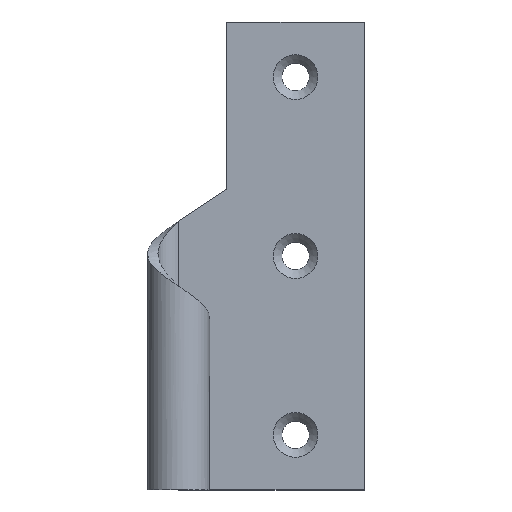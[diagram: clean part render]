
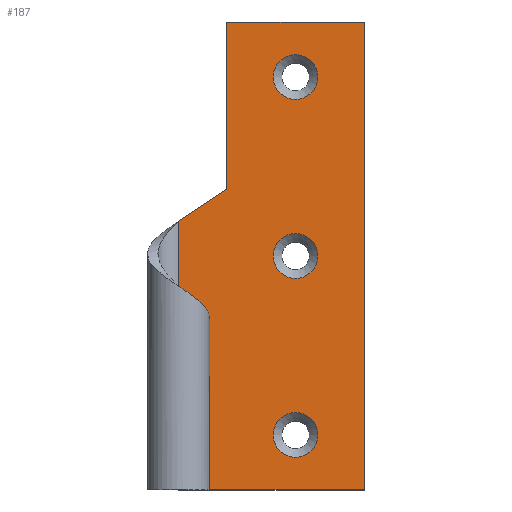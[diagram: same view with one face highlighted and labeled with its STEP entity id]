
A CAD part, top view. The second image highlights one B-rep face of the part: STEP entity #187.
In plain terms, the highlighted planar face has unit normal (0, 0, 1).
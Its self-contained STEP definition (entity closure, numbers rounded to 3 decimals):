
#84=CARTESIAN_POINT('',(-6.75,8.,1.5));
#85=VERTEX_POINT('',#84);
#86=CARTESIAN_POINT('',(-10.,8.,1.5));
#87=DIRECTION('',(0.0,0.0,1.0));
#88=DIRECTION('',(-1.0,0.0,0.0));
#89=AXIS2_PLACEMENT_3D('',#86,#87,#88);
#90=CIRCLE('',#89,3.25);
#91=EDGE_CURVE('',#85,#85,#90,.T.);
#96=CARTESIAN_POINT('',(-17.169,30.27,1.5));
#97=DIRECTION('',(0.0,0.0,1.0));
#98=DIRECTION('',(1.0,0.0,0.0));
#99=AXIS2_PLACEMENT_3D('',#96,#97,#98);
#100=PLANE('',#99);
#101=CARTESIAN_POINT('',(-27.,39.012,1.5));
#102=VERTEX_POINT('',#101);
#103=CARTESIAN_POINT('',(-26.834,39.136,1.5));
#104=VERTEX_POINT('',#103);
#105=CARTESIAN_POINT('',(-27.,39.012,1.5));
#106=CARTESIAN_POINT('',(-26.999,39.012,1.5));
#107=CARTESIAN_POINT('',(-26.999,39.013,1.5));
#108=CARTESIAN_POINT('',(-26.945,39.057,1.5));
#109=CARTESIAN_POINT('',(-26.89,39.098,1.5));
#110=CARTESIAN_POINT('',(-26.834,39.136,1.5));
#111=B_SPLINE_CURVE_WITH_KNOTS('',3,(#105,#106,#107,#108,#109,#110),.UNSPECIFIED.,.F.,.U.,(4,2,4),(0.019,0.019,0.04),.UNSPECIFIED.);
#112=EDGE_CURVE('',#102,#104,#111,.T.);
#113=ORIENTED_EDGE('',*,*,#112,.F.);
#114=CARTESIAN_POINT('',(-27.,0.,1.5));
#115=VERTEX_POINT('',#114);
#116=CARTESIAN_POINT('',(-27.,0.,1.5));
#117=DIRECTION('',(0.0,1.0,0.0));
#118=VECTOR('',#117,39.012);
#119=LINE('',#116,#118);
#120=EDGE_CURVE('',#115,#102,#119,.T.);
#121=ORIENTED_EDGE('',*,*,#120,.F.);
#122=CARTESIAN_POINT('',(0.0,0.0,1.5));
#123=VERTEX_POINT('',#122);
#124=CARTESIAN_POINT('',(0.0,0.0,1.5));
#125=DIRECTION('',(-1.0,0.0,0.0));
#126=VECTOR('',#125,27.);
#127=LINE('',#124,#126);
#128=EDGE_CURVE('',#123,#115,#127,.T.);
#129=ORIENTED_EDGE('',*,*,#128,.F.);
#130=CARTESIAN_POINT('',(0.,68.0,1.5));
#131=VERTEX_POINT('',#130);
#132=CARTESIAN_POINT('',(0.,68.0,1.5));
#133=DIRECTION('',(0.0,-1.0,0.0));
#134=VECTOR('',#133,68.0);
#135=LINE('',#132,#134);
#136=EDGE_CURVE('',#131,#123,#135,.T.);
#137=ORIENTED_EDGE('',*,*,#136,.F.);
#138=CARTESIAN_POINT('',(-20.,68.0,1.5));
#139=VERTEX_POINT('',#138);
#140=CARTESIAN_POINT('',(-20.,68.0,1.5));
#141=DIRECTION('',(1.0,0.0,0.0));
#142=VECTOR('',#141,20.0);
#143=LINE('',#140,#142);
#144=EDGE_CURVE('',#139,#131,#143,.T.);
#145=ORIENTED_EDGE('',*,*,#144,.F.);
#146=CARTESIAN_POINT('',(-20.,43.724,1.5));
#147=VERTEX_POINT('',#146);
#148=CARTESIAN_POINT('',(-20.,43.724,1.5));
#149=DIRECTION('',(0.0,1.0,0.0));
#150=VECTOR('',#149,24.276);
#151=LINE('',#148,#150);
#152=EDGE_CURVE('',#147,#139,#151,.T.);
#153=ORIENTED_EDGE('',*,*,#152,.F.);
#154=CARTESIAN_POINT('',(-20.,43.724,1.5));
#155=DIRECTION('',(-0.83,-0.557,0.));
#156=VECTOR('',#155,8.231);
#157=LINE('',#154,#156);
#158=EDGE_CURVE('',#147,#104,#157,.T.);
#159=ORIENTED_EDGE('',*,*,#158,.T.);
#160=EDGE_LOOP('',(#113,#121,#129,#137,#145,#153,#159));
#161=FACE_OUTER_BOUND('',#160,.T.);
#162=CARTESIAN_POINT('',(-6.75,34.0,1.5));
#163=VERTEX_POINT('',#162);
#164=CARTESIAN_POINT('',(-10.,34.0,1.5));
#165=DIRECTION('',(0.0,0.0,1.0));
#166=DIRECTION('',(-1.0,0.0,0.0));
#167=AXIS2_PLACEMENT_3D('',#164,#165,#166);
#168=CIRCLE('',#167,3.25);
#169=EDGE_CURVE('',#163,#163,#168,.T.);
#170=ORIENTED_EDGE('',*,*,#169,.F.);
#171=EDGE_LOOP('',(#170));
#172=FACE_BOUND('',#171,.T.);
#173=CARTESIAN_POINT('',(-6.75,60.0,1.5));
#174=VERTEX_POINT('',#173);
#175=CARTESIAN_POINT('',(-10.,60.0,1.5));
#176=DIRECTION('',(0.0,0.0,1.0));
#177=DIRECTION('',(-1.0,0.0,0.0));
#178=AXIS2_PLACEMENT_3D('',#175,#176,#177);
#179=CIRCLE('',#178,3.25);
#180=EDGE_CURVE('',#174,#174,#179,.T.);
#181=ORIENTED_EDGE('',*,*,#180,.F.);
#182=EDGE_LOOP('',(#181));
#183=FACE_BOUND('',#182,.T.);
#184=ORIENTED_EDGE('',*,*,#91,.F.);
#185=EDGE_LOOP('',(#184));
#186=FACE_BOUND('',#185,.T.);
#187=ADVANCED_FACE('',(#161,#172,#183,#186),#100,.T.);
